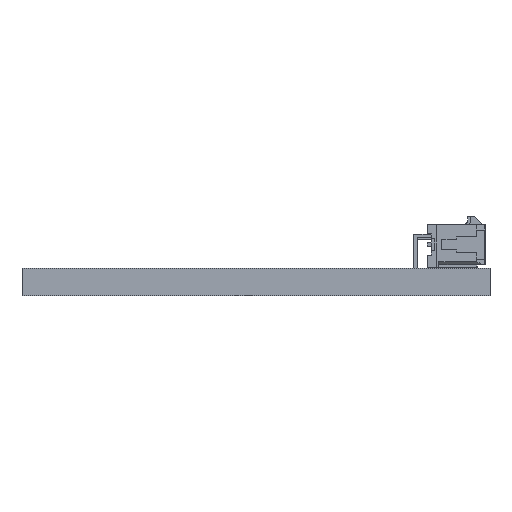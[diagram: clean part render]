
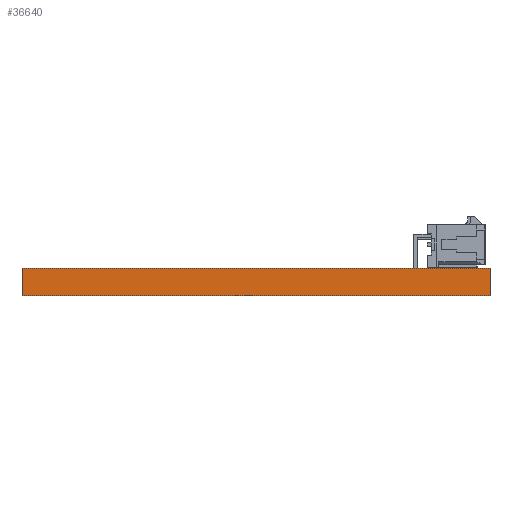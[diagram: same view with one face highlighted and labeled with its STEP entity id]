
A CAD part, front view. The second image highlights one B-rep face of the part: STEP entity #36640.
In plain terms, the highlighted planar face has unit normal (0, -1, 0).
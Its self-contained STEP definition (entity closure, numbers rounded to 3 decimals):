
#36459 = PLANE('',#36460);
#36460 = AXIS2_PLACEMENT_3D('',#36461,#36462,#36463);
#36461 = CARTESIAN_POINT('',(56.388,-19.558,0.));
#36462 = DIRECTION('',(1.,0.,-0.));
#36463 = DIRECTION('',(0.,-1.,0.));
#36484 = VERTEX_POINT('',#36485);
#36485 = CARTESIAN_POINT('',(56.388,-162.052,4.69));
#36499 = PLANE('',#36500);
#36500 = AXIS2_PLACEMENT_3D('',#36501,#36502,#36503);
#36501 = CARTESIAN_POINT('',(96.52,-90.805,4.69));
#36502 = DIRECTION('',(0.,0.,1.));
#36503 = DIRECTION('',(1.,0.,-0.));
#36511 = EDGE_CURVE('',#36512,#36484,#36514,.T.);
#36512 = VERTEX_POINT('',#36513);
#36513 = CARTESIAN_POINT('',(56.388,-162.052,0.));
#36514 = SURFACE_CURVE('',#36515,(#36519,#36526),.PCURVE_S1.);
#36515 = LINE('',#36516,#36517);
#36516 = CARTESIAN_POINT('',(56.388,-162.052,0.));
#36517 = VECTOR('',#36518,1.);
#36518 = DIRECTION('',(0.,0.,1.));
#36519 = PCURVE('',#36459,#36520);
#36520 = DEFINITIONAL_REPRESENTATION('',(#36521),#36525);
#36521 = LINE('',#36522,#36523);
#36522 = CARTESIAN_POINT('',(142.494,0.));
#36523 = VECTOR('',#36524,1.);
#36524 = DIRECTION('',(0.,-1.));
#36525 = ( GEOMETRIC_REPRESENTATION_CONTEXT(2) 
PARAMETRIC_REPRESENTATION_CONTEXT() REPRESENTATION_CONTEXT('2D SPACE',''
  ) );
#36526 = PCURVE('',#36527,#36532);
#36527 = PLANE('',#36528);
#36528 = AXIS2_PLACEMENT_3D('',#36529,#36530,#36531);
#36529 = CARTESIAN_POINT('',(56.388,-162.052,0.));
#36530 = DIRECTION('',(0.,1.,0.));
#36531 = DIRECTION('',(1.,0.,0.));
#36532 = DEFINITIONAL_REPRESENTATION('',(#36533),#36537);
#36533 = LINE('',#36534,#36535);
#36534 = CARTESIAN_POINT('',(0.,0.));
#36535 = VECTOR('',#36536,1.);
#36536 = DIRECTION('',(0.,-1.));
#36537 = ( GEOMETRIC_REPRESENTATION_CONTEXT(2) 
PARAMETRIC_REPRESENTATION_CONTEXT() REPRESENTATION_CONTEXT('2D SPACE',''
  ) );
#36553 = PLANE('',#36554);
#36554 = AXIS2_PLACEMENT_3D('',#36555,#36556,#36557);
#36555 = CARTESIAN_POINT('',(96.52,-90.805,0.));
#36556 = DIRECTION('',(0.,0.,1.));
#36557 = DIRECTION('',(1.,0.,-0.));
#36586 = PLANE('',#36587);
#36587 = AXIS2_PLACEMENT_3D('',#36588,#36589,#36590);
#36588 = CARTESIAN_POINT('',(136.652,-162.052,0.));
#36589 = DIRECTION('',(-1.,0.,0.));
#36590 = DIRECTION('',(0.,1.,0.));
#36640 = ADVANCED_FACE('',(#36641),#36527,.F.);
#36641 = FACE_BOUND('',#36642,.F.);
#36642 = EDGE_LOOP('',(#36643,#36644,#36667,#36690));
#36643 = ORIENTED_EDGE('',*,*,#36511,.T.);
#36644 = ORIENTED_EDGE('',*,*,#36645,.T.);
#36645 = EDGE_CURVE('',#36484,#36646,#36648,.T.);
#36646 = VERTEX_POINT('',#36647);
#36647 = CARTESIAN_POINT('',(136.652,-162.052,4.69));
#36648 = SURFACE_CURVE('',#36649,(#36653,#36660),.PCURVE_S1.);
#36649 = LINE('',#36650,#36651);
#36650 = CARTESIAN_POINT('',(56.388,-162.052,4.69));
#36651 = VECTOR('',#36652,1.);
#36652 = DIRECTION('',(1.,0.,0.));
#36653 = PCURVE('',#36527,#36654);
#36654 = DEFINITIONAL_REPRESENTATION('',(#36655),#36659);
#36655 = LINE('',#36656,#36657);
#36656 = CARTESIAN_POINT('',(0.,-4.69));
#36657 = VECTOR('',#36658,1.);
#36658 = DIRECTION('',(1.,0.));
#36659 = ( GEOMETRIC_REPRESENTATION_CONTEXT(2) 
PARAMETRIC_REPRESENTATION_CONTEXT() REPRESENTATION_CONTEXT('2D SPACE',''
  ) );
#36660 = PCURVE('',#36499,#36661);
#36661 = DEFINITIONAL_REPRESENTATION('',(#36662),#36666);
#36662 = LINE('',#36663,#36664);
#36663 = CARTESIAN_POINT('',(-40.132,-71.247));
#36664 = VECTOR('',#36665,1.);
#36665 = DIRECTION('',(1.,0.));
#36666 = ( GEOMETRIC_REPRESENTATION_CONTEXT(2) 
PARAMETRIC_REPRESENTATION_CONTEXT() REPRESENTATION_CONTEXT('2D SPACE',''
  ) );
#36667 = ORIENTED_EDGE('',*,*,#36668,.F.);
#36668 = EDGE_CURVE('',#36669,#36646,#36671,.T.);
#36669 = VERTEX_POINT('',#36670);
#36670 = CARTESIAN_POINT('',(136.652,-162.052,0.));
#36671 = SURFACE_CURVE('',#36672,(#36676,#36683),.PCURVE_S1.);
#36672 = LINE('',#36673,#36674);
#36673 = CARTESIAN_POINT('',(136.652,-162.052,0.));
#36674 = VECTOR('',#36675,1.);
#36675 = DIRECTION('',(0.,0.,1.));
#36676 = PCURVE('',#36527,#36677);
#36677 = DEFINITIONAL_REPRESENTATION('',(#36678),#36682);
#36678 = LINE('',#36679,#36680);
#36679 = CARTESIAN_POINT('',(80.264,0.));
#36680 = VECTOR('',#36681,1.);
#36681 = DIRECTION('',(0.,-1.));
#36682 = ( GEOMETRIC_REPRESENTATION_CONTEXT(2) 
PARAMETRIC_REPRESENTATION_CONTEXT() REPRESENTATION_CONTEXT('2D SPACE',''
  ) );
#36683 = PCURVE('',#36586,#36684);
#36684 = DEFINITIONAL_REPRESENTATION('',(#36685),#36689);
#36685 = LINE('',#36686,#36687);
#36686 = CARTESIAN_POINT('',(0.,0.));
#36687 = VECTOR('',#36688,1.);
#36688 = DIRECTION('',(0.,-1.));
#36689 = ( GEOMETRIC_REPRESENTATION_CONTEXT(2) 
PARAMETRIC_REPRESENTATION_CONTEXT() REPRESENTATION_CONTEXT('2D SPACE',''
  ) );
#36690 = ORIENTED_EDGE('',*,*,#36691,.F.);
#36691 = EDGE_CURVE('',#36512,#36669,#36692,.T.);
#36692 = SURFACE_CURVE('',#36693,(#36697,#36704),.PCURVE_S1.);
#36693 = LINE('',#36694,#36695);
#36694 = CARTESIAN_POINT('',(56.388,-162.052,0.));
#36695 = VECTOR('',#36696,1.);
#36696 = DIRECTION('',(1.,0.,0.));
#36697 = PCURVE('',#36527,#36698);
#36698 = DEFINITIONAL_REPRESENTATION('',(#36699),#36703);
#36699 = LINE('',#36700,#36701);
#36700 = CARTESIAN_POINT('',(0.,0.));
#36701 = VECTOR('',#36702,1.);
#36702 = DIRECTION('',(1.,0.));
#36703 = ( GEOMETRIC_REPRESENTATION_CONTEXT(2) 
PARAMETRIC_REPRESENTATION_CONTEXT() REPRESENTATION_CONTEXT('2D SPACE',''
  ) );
#36704 = PCURVE('',#36553,#36705);
#36705 = DEFINITIONAL_REPRESENTATION('',(#36706),#36710);
#36706 = LINE('',#36707,#36708);
#36707 = CARTESIAN_POINT('',(-40.132,-71.247));
#36708 = VECTOR('',#36709,1.);
#36709 = DIRECTION('',(1.,0.));
#36710 = ( GEOMETRIC_REPRESENTATION_CONTEXT(2) 
PARAMETRIC_REPRESENTATION_CONTEXT() REPRESENTATION_CONTEXT('2D SPACE',''
  ) );
